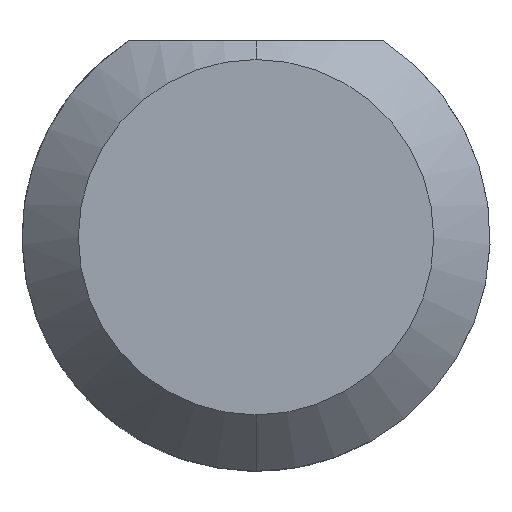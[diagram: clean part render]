
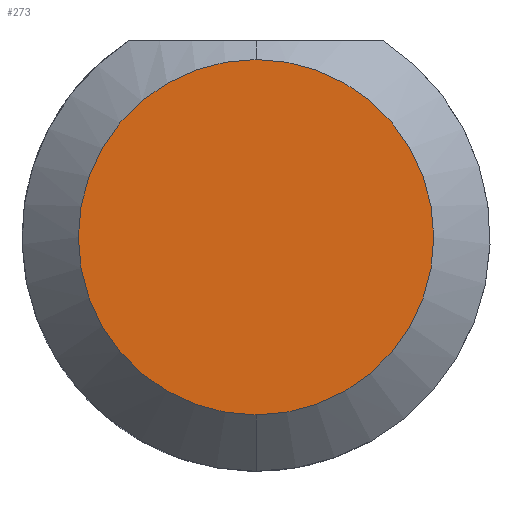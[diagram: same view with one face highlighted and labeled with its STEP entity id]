
A CAD part, left-side view. The second image highlights one B-rep face of the part: STEP entity #273.
In plain terms, the highlighted planar face has unit normal (-1, 0, 0).
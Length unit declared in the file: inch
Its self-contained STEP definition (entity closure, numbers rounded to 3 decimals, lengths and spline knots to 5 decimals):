
#18 = AXIS2_PLACEMENT_3D ( 'NONE', #380, #497, #197 ) ;
#30 = VERTEX_POINT ( 'NONE', #534 ) ;
#57 = CARTESIAN_POINT ( 'NONE',  ( 0., 0., 0. ) ) ;
#110 = DIRECTION ( 'NONE',  ( 1., 0., 0. ) ) ;
#197 = DIRECTION ( 'NONE',  ( 0., 0., 1. ) ) ;
#273 = ADVANCED_FACE ( 'NONE', ( #581 ), #324, .F. ) ;
#282 = DIRECTION ( 'NONE',  ( 0., 0., 1. ) ) ;
#287 = CARTESIAN_POINT ( 'NONE',  ( 0., 0., 0. ) ) ;
#298 = ORIENTED_EDGE ( 'NONE', *, *, #676, .T. ) ;
#324 = PLANE ( 'NONE',  #374 ) ;
#374 = AXIS2_PLACEMENT_3D ( 'NONE', #57, #110, #508 ) ;
#380 = CARTESIAN_POINT ( 'NONE',  ( 0., 0., 0. ) ) ;
#497 = DIRECTION ( 'NONE',  ( -1., 0., 0. ) ) ;
#508 = DIRECTION ( 'NONE',  ( 0., 0., -1. ) ) ;
#534 = CARTESIAN_POINT ( 'NONE',  ( 0., 0., -0.04735 ) ) ;
#541 = CIRCLE ( 'NONE', #18, 0.04735 ) ;
#542 = EDGE_CURVE ( 'NONE', #557, #30, #630, .T. ) ;
#557 = VERTEX_POINT ( 'NONE', #570 ) ;
#570 = CARTESIAN_POINT ( 'NONE',  ( 0., 0., 0.04735 ) ) ;
#581 = FACE_OUTER_BOUND ( 'NONE', #618, .T. ) ;
#584 = AXIS2_PLACEMENT_3D ( 'NONE', #287, #646, #282 ) ;
#618 = EDGE_LOOP ( 'NONE', ( #298, #760 ) ) ;
#630 = CIRCLE ( 'NONE', #584, 0.04735 ) ;
#646 = DIRECTION ( 'NONE',  ( -1., 0., 0. ) ) ;
#676 = EDGE_CURVE ( 'NONE', #30, #557, #541, .T. ) ;
#760 = ORIENTED_EDGE ( 'NONE', *, *, #542, .T. ) ;
